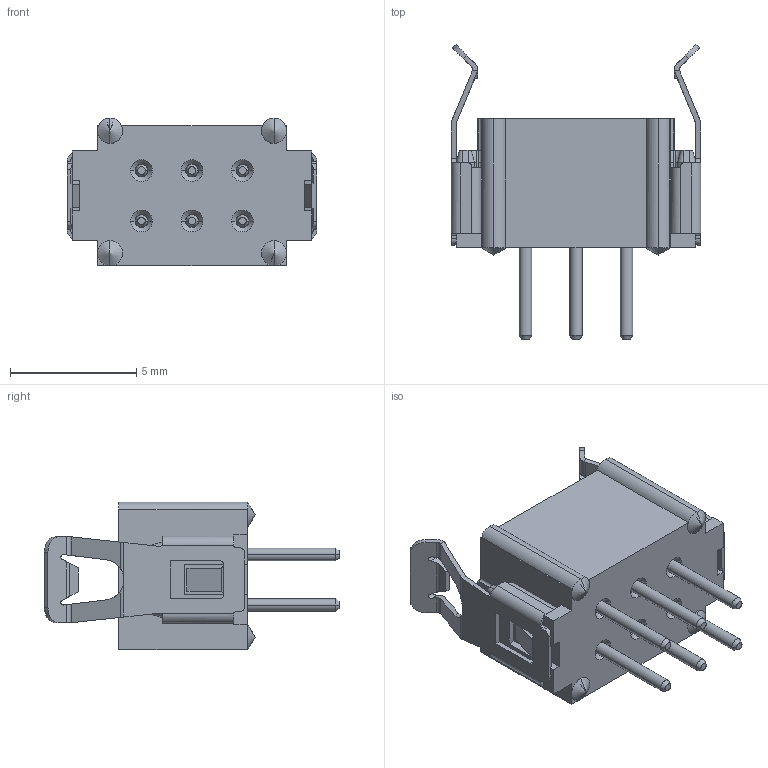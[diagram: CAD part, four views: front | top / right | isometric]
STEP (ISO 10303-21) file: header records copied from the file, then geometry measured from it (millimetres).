
FILE_DESCRIPTION((''),'2;1');
FILE_NAME('M80-8670622_ASM','2011-08-23T',('wbourne'),(''),'PRO/ENGINEER BY PARAMETRIC TECHNOLOGY CORPORATION, 2010280','PRO/ENGINEER BY PARAMETRIC TECHNOLOGY CORPORATION, 2010280','');
FILE_SCHEMA(('CONFIG_CONTROL_DESIGN','SHAPE_APPEARANCE_LAYERS_GROUPS'));
Length unit declared in the file: millimetre
Products named in the file (5): M80-1020698; M80-0200049; M80-8690622_ASM; M80-001XXXX; M80-8670622_ASM
Assembly tree (10 placements, depth 3):
  M80-8670622_ASM
    M80-8690622_ASM
      M80-1020698
      M80-0200049  x6
    M80-001XXXX  x2
Bounding box: 9.9 x 11.7 x 5.85 mm (x, y, z)
Volume: 158.9 mm3; surface area: 558.7 mm2
Topology: 9 solids, 9 shells, 493 faces, 1238 edges, 758 vertices
Faces by surface type: plane 261, cylinder 144, cone 64, bspline 24
Entity records: 11145 total; most frequent: CARTESIAN_POINT 1932, ORIENTED_EDGE 1434, DIRECTION 1427, PRESENTATION_STYLE_ASSIGNMENT 725, STYLED_ITEM 720, CURVE_STYLE 717, EDGE_CURVE 717, VECTOR 481
